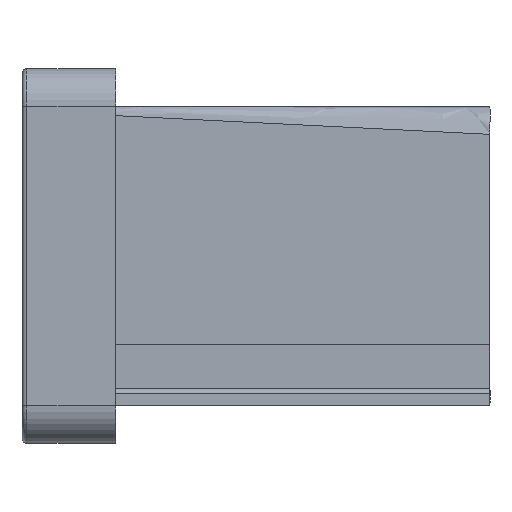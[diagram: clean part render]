
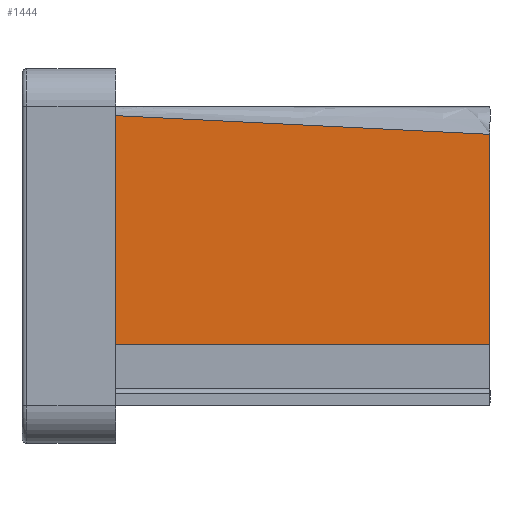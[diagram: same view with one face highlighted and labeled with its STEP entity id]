
A CAD part, left-side view. The second image highlights one B-rep face of the part: STEP entity #1444.
In plain terms, the highlighted planar face has unit normal (-1, 0, 0).
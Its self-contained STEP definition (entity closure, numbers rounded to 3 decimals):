
#13 = CARTESIAN_POINT ( 'NONE',  ( -18., 20., -8. ) ) ;
#24 = CARTESIAN_POINT ( 'NONE',  ( -18., 0., -8. ) ) ;
#169 = ORIENTED_EDGE ( 'NONE', *, *, #834, .T. ) ;
#222 = ORIENTED_EDGE ( 'NONE', *, *, #788, .T. ) ;
#254 = EDGE_LOOP ( 'NONE', ( #487, #169, #222, #478 ) ) ;
#255 = B_SPLINE_CURVE_WITH_KNOTS ( 'NONE', 3,
 ( #1163, #932, #480, #345 ),
 .UNSPECIFIED., .F., .F.,
 ( 4, 4 ),
 ( 0., 0.02 ),
 .UNSPECIFIED. ) ;
#341 = CARTESIAN_POINT ( 'NONE',  ( -18., 20., -4.72 ) ) ;
#345 = CARTESIAN_POINT ( 'NONE',  ( -18., 20., 7.5 ) ) ;
#347 = CARTESIAN_POINT ( 'NONE',  ( -18., 20., -8. ) ) ;
#359 = EDGE_CURVE ( 'NONE', #879, #1400, #489, .T. ) ;
#461 = DIRECTION ( 'NONE',  ( 0., 0., 1. ) ) ;
#478 = ORIENTED_EDGE ( 'NONE', *, *, #1492, .F. ) ;
#480 = CARTESIAN_POINT ( 'NONE',  ( -18., 13.333, 7.5 ) ) ;
#487 = ORIENTED_EDGE ( 'NONE', *, *, #359, .F. ) ;
#489 = LINE ( 'NONE', #1427, #860 ) ;
#540 = DIRECTION ( 'NONE',  ( 0., 0., -1. ) ) ;
#555 = AXIS2_PLACEMENT_3D ( 'NONE', #347, #810, #540 ) ;
#663 = CARTESIAN_POINT ( 'NONE',  ( -18., 20., 7.5 ) ) ;
#721 = DIRECTION ( 'NONE',  ( 0., 1., 0. ) ) ;
#788 = EDGE_CURVE ( 'NONE', #1337, #1458, #255, .T. ) ;
#803 = PLANE ( 'NONE',  #555 ) ;
#810 = DIRECTION ( 'NONE',  ( 1., 0., 0. ) ) ;
#834 = EDGE_CURVE ( 'NONE', #879, #1337, #1049, .T. ) ;
#860 = VECTOR ( 'NONE', #721, 1000. ) ;
#879 = VERTEX_POINT ( 'NONE', #956 ) ;
#932 = CARTESIAN_POINT ( 'NONE',  ( -18., 6.667, 6.5 ) ) ;
#956 = CARTESIAN_POINT ( 'NONE',  ( -18., 0., -4.72 ) ) ;
#996 = VECTOR ( 'NONE', #461, 1000. ) ;
#1045 = LINE ( 'NONE', #13, #996 ) ;
#1049 = LINE ( 'NONE', #24, #1285 ) ;
#1163 = CARTESIAN_POINT ( 'NONE',  ( -18., 0., 6.5 ) ) ;
#1267 = FACE_OUTER_BOUND ( 'NONE', #254, .T. ) ;
#1285 = VECTOR ( 'NONE', #1411, 1000. ) ;
#1337 = VERTEX_POINT ( 'NONE', #1448 ) ;
#1400 = VERTEX_POINT ( 'NONE', #341 ) ;
#1411 = DIRECTION ( 'NONE',  ( 0., 0., 1. ) ) ;
#1427 = CARTESIAN_POINT ( 'NONE',  ( -18., 20., -4.72 ) ) ;
#1444 = ADVANCED_FACE ( 'NONE', ( #1267 ), #803, .F. ) ;
#1448 = CARTESIAN_POINT ( 'NONE',  ( -18., 0., 6.5 ) ) ;
#1458 = VERTEX_POINT ( 'NONE', #663 ) ;
#1492 = EDGE_CURVE ( 'NONE', #1400, #1458, #1045, .T. ) ;
